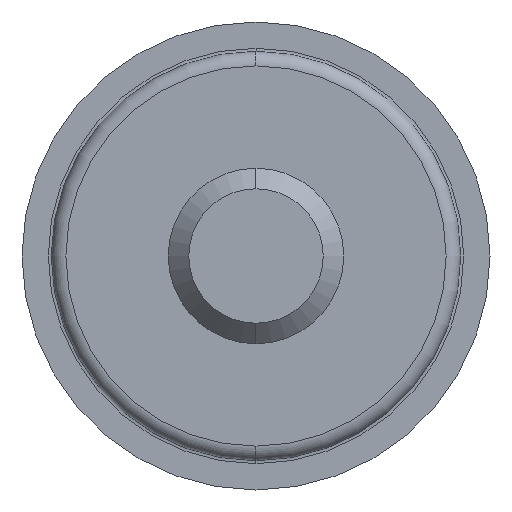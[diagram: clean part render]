
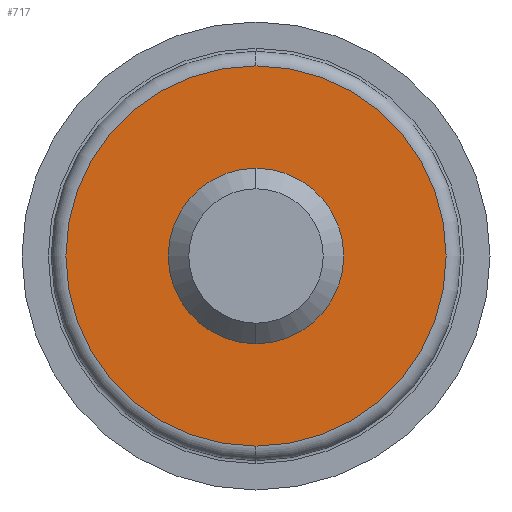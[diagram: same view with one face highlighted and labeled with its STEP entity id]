
A CAD part, left-side view. The second image highlights one B-rep face of the part: STEP entity #717.
In plain terms, the highlighted planar face has unit normal (-1, 0, 0).
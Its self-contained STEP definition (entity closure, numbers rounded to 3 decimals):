
#54 = DIRECTION ( 'NONE',  ( -1., 0., 0. ) ) ;
#74 = CIRCLE ( 'NONE', #1231, 6.5 ) ;
#78 = CARTESIAN_POINT ( 'NONE',  ( -13., 0., 2.7 ) ) ;
#90 = CIRCLE ( 'NONE', #699, 2.7 ) ;
#97 = CARTESIAN_POINT ( 'NONE',  ( -13., 0., 0. ) ) ;
#125 = CARTESIAN_POINT ( 'NONE',  ( -13., 0., -6.5 ) ) ;
#145 = CIRCLE ( 'NONE', #381, 2.7 ) ;
#188 = ORIENTED_EDGE ( 'NONE', *, *, #494, .T. ) ;
#210 = VERTEX_POINT ( 'NONE', #78 ) ;
#287 = DIRECTION ( 'NONE',  ( 0., 0., -1. ) ) ;
#314 = DIRECTION ( 'NONE',  ( -1., 0., 0. ) ) ;
#356 = CARTESIAN_POINT ( 'NONE',  ( -13., 6.5, 0. ) ) ;
#381 = AXIS2_PLACEMENT_3D ( 'NONE', #672, #1170, #416 ) ;
#402 = AXIS2_PLACEMENT_3D ( 'NONE', #547, #54, #553 ) ;
#416 = DIRECTION ( 'NONE',  ( 0., 0., 1. ) ) ;
#494 = EDGE_CURVE ( 'NONE', #1075, #588, #74, .T. ) ;
#542 = ORIENTED_EDGE ( 'NONE', *, *, #1017, .F. ) ;
#547 = CARTESIAN_POINT ( 'NONE',  ( -13., 0., 0. ) ) ;
#553 = DIRECTION ( 'NONE',  ( 0., 0., 1. ) ) ;
#576 = FACE_OUTER_BOUND ( 'NONE', #790, .T. ) ;
#588 = VERTEX_POINT ( 'NONE', #719 ) ;
#641 = EDGE_LOOP ( 'NONE', ( #671, #542 ) ) ;
#671 = ORIENTED_EDGE ( 'NONE', *, *, #842, .F. ) ;
#672 = CARTESIAN_POINT ( 'NONE',  ( -13., 0., 0. ) ) ;
#692 = CARTESIAN_POINT ( 'NONE',  ( -13., 0., 0. ) ) ;
#698 = CARTESIAN_POINT ( 'NONE',  ( -13., 0., -2.7 ) ) ;
#699 = AXIS2_PLACEMENT_3D ( 'NONE', #97, #952, #1157 ) ;
#717 = ADVANCED_FACE ( 'NONE', ( #843, #576 ), #757, .F. ) ;
#719 = CARTESIAN_POINT ( 'NONE',  ( -13., 0., 6.5 ) ) ;
#726 = AXIS2_PLACEMENT_3D ( 'NONE', #356, #848, #287 ) ;
#757 = PLANE ( 'NONE',  #726 ) ;
#790 = EDGE_LOOP ( 'NONE', ( #1060, #188 ) ) ;
#842 = EDGE_CURVE ( 'NONE', #210, #957, #90, .T. ) ;
#843 = FACE_BOUND ( 'NONE', #641, .T. ) ;
#848 = DIRECTION ( 'NONE',  ( 1., 0., 0. ) ) ;
#952 = DIRECTION ( 'NONE',  ( -1., 0., 0. ) ) ;
#957 = VERTEX_POINT ( 'NONE', #698 ) ;
#988 = DIRECTION ( 'NONE',  ( 0., 0., 1. ) ) ;
#1015 = CIRCLE ( 'NONE', #402, 6.5 ) ;
#1017 = EDGE_CURVE ( 'NONE', #957, #210, #145, .T. ) ;
#1060 = ORIENTED_EDGE ( 'NONE', *, *, #1179, .T. ) ;
#1075 = VERTEX_POINT ( 'NONE', #125 ) ;
#1157 = DIRECTION ( 'NONE',  ( 0., 0., 1. ) ) ;
#1170 = DIRECTION ( 'NONE',  ( -1., 0., 0. ) ) ;
#1179 = EDGE_CURVE ( 'NONE', #588, #1075, #1015, .T. ) ;
#1231 = AXIS2_PLACEMENT_3D ( 'NONE', #692, #314, #988 ) ;
